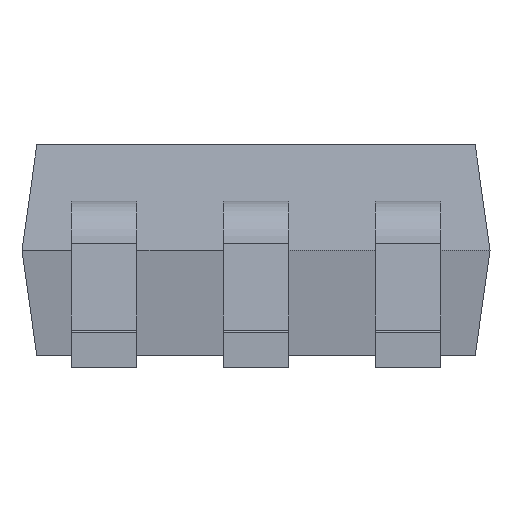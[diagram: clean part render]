
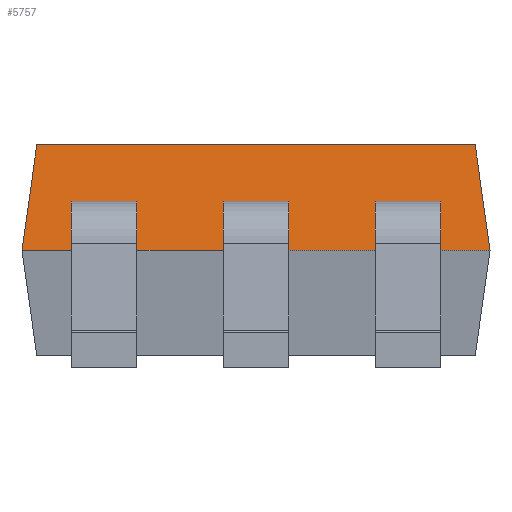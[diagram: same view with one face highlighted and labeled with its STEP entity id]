
A CAD part, front view. The second image highlights one B-rep face of the part: STEP entity #5757.
In plain terms, the highlighted planar face has unit normal (0, -0.99, 0.139).
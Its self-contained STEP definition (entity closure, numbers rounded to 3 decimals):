
#381 = EDGE_LOOP ( 'NONE', ( #17506, #9385, #10679, #2210 ) ) ;
#652 = VERTEX_POINT ( 'NONE', #16857 ) ;
#883 = CARTESIAN_POINT ( 'NONE',  ( 0.79, -0.595, 0.21 ) ) ;
#1139 = CARTESIAN_POINT ( 'NONE',  ( -1., -0.625, 0. ) ) ;
#1327 = CARTESIAN_POINT ( 'NONE',  ( -1., -0.562, 0.45 ) ) ;
#1530 = CARTESIAN_POINT ( 'NONE',  ( -1., -0.625, 0. ) ) ;
#1538 = VERTEX_POINT ( 'NONE', #14302 ) ;
#1744 = EDGE_CURVE ( 'NONE', #16799, #1538, #17675, .T. ) ;
#1809 = VERTEX_POINT ( 'NONE', #13821 ) ;
#2015 = CARTESIAN_POINT ( 'NONE',  ( -0.79, -0.625, 0. ) ) ;
#2073 = VECTOR ( 'NONE', #12726, 1000. ) ;
#2077 = LINE ( 'NONE', #11784, #13803 ) ;
#2210 = ORIENTED_EDGE ( 'NONE', *, *, #5907, .F. ) ;
#2243 = CARTESIAN_POINT ( 'NONE',  ( -0.937, -0.562, 0.45 ) ) ;
#2285 = VECTOR ( 'NONE', #13577, 1000. ) ;
#2480 = ORIENTED_EDGE ( 'NONE', *, *, #17524, .F. ) ;
#2731 = ORIENTED_EDGE ( 'NONE', *, *, #3936, .T. ) ;
#2811 = LINE ( 'NONE', #7163, #6595 ) ;
#2881 = CARTESIAN_POINT ( 'NONE',  ( 0.937, -0.562, 0.45 ) ) ;
#2890 = DIRECTION ( 'NONE',  ( -1., 0., 0. ) ) ;
#3032 = ORIENTED_EDGE ( 'NONE', *, *, #14559, .F. ) ;
#3101 = AXIS2_PLACEMENT_3D ( 'NONE', #1139, #7188, #5315 ) ;
#3121 = EDGE_CURVE ( 'NONE', #3699, #17372, #6100, .T. ) ;
#3120 = VERTEX_POINT ( 'NONE', #9795 ) ;
#3367 = CARTESIAN_POINT ( 'NONE',  ( -0.79, -0.595, 0.21 ) ) ;
#3418 = VERTEX_POINT ( 'NONE', #11731 ) ;
#3699 = VERTEX_POINT ( 'NONE', #4568 ) ;
#3755 = EDGE_CURVE ( 'NONE', #15072, #652, #16128, .T. ) ;
#3873 = ORIENTED_EDGE ( 'NONE', *, *, #13977, .F. ) ;
#3936 = EDGE_CURVE ( 'NONE', #6156, #16799, #15840, .T. ) ;
#4253 = LINE ( 'NONE', #9776, #16372 ) ;
#4568 = CARTESIAN_POINT ( 'NONE',  ( -0.51, -0.617, 0.06 ) ) ;
#4622 = CARTESIAN_POINT ( 'NONE',  ( -0.79, -0.617, 0.06 ) ) ;
#5315 = DIRECTION ( 'NONE',  ( 0., -0.139, -0.99 ) ) ;
#5568 = EDGE_CURVE ( 'NONE', #10042, #1809, #15790, .T. ) ;
#5703 = VERTEX_POINT ( 'NONE', #16052 ) ;
#5757 = ADVANCED_FACE ( 'NONE', ( #16746, #10078, #9891, #11352 ), #16407, .T. ) ;
#5907 = EDGE_CURVE ( 'NONE', #3418, #652, #2811, .T. ) ;
#6100 = LINE ( 'NONE', #7349, #16970 ) ;
#6156 = VERTEX_POINT ( 'NONE', #2243 ) ;
#6165 = ORIENTED_EDGE ( 'NONE', *, *, #3121, .F. ) ;
#6206 = LINE ( 'NONE', #8997, #12281 ) ;
#6595 = VECTOR ( 'NONE', #9866, 1000. ) ;
#6689 = LINE ( 'NONE', #1327, #16347 ) ;
#7112 = VECTOR ( 'NONE', #13513, 1000. ) ;
#7163 = CARTESIAN_POINT ( 'NONE',  ( -1., -0.595, 0.21 ) ) ;
#7188 = DIRECTION ( 'NONE',  ( 0., -0.99, 0.139 ) ) ;
#7287 = DIRECTION ( 'NONE',  ( 0.138, -0.138, -0.981 ) ) ;
#7349 = CARTESIAN_POINT ( 'NONE',  ( -0.51, -0.625, 0. ) ) ;
#7389 = EDGE_CURVE ( 'NONE', #14998, #15072, #6206, .T. ) ;
#7616 = EDGE_CURVE ( 'NONE', #14516, #13521, #17025, .T. ) ;
#7994 = LINE ( 'NONE', #11088, #13336 ) ;
#8453 = CARTESIAN_POINT ( 'NONE',  ( -0.14, -0.617, 0.06 ) ) ;
#8630 = LINE ( 'NONE', #14156, #15941 ) ;
#8753 = DIRECTION ( 'NONE',  ( 0., 0.139, 0.99 ) ) ;
#8997 = CARTESIAN_POINT ( 'NONE',  ( -1., -0.617, 0.06 ) ) ;
#9024 = ORIENTED_EDGE ( 'NONE', *, *, #14598, .T. ) ;
#9355 = CARTESIAN_POINT ( 'NONE',  ( 0.14, -0.617, 0.06 ) ) ;
#9378 = VECTOR ( 'NONE', #17361, 1000. ) ;
#9385 = ORIENTED_EDGE ( 'NONE', *, *, #7389, .T. ) ;
#9423 = VERTEX_POINT ( 'NONE', #2881 ) ;
#9607 = ORIENTED_EDGE ( 'NONE', *, *, #14343, .T. ) ;
#9740 = DIRECTION ( 'NONE',  ( 1., 0., 0. ) ) ;
#9776 = CARTESIAN_POINT ( 'NONE',  ( 0.79, -0.625, 0. ) ) ;
#9785 = EDGE_LOOP ( 'NONE', ( #6165, #10276, #14375, #14624 ) ) ;
#9795 = CARTESIAN_POINT ( 'NONE',  ( 0.79, -0.617, 0.06 ) ) ;
#9862 = CARTESIAN_POINT ( 'NONE',  ( -0.35, -0.617, 0.06 ) ) ;
#9866 = DIRECTION ( 'NONE',  ( -1., 0., 0. ) ) ;
#9891 = FACE_BOUND ( 'NONE', #381, .T. ) ;
#9963 = DIRECTION ( 'NONE',  ( 0., 0.139, 0.99 ) ) ;
#9970 = EDGE_CURVE ( 'NONE', #3699, #14516, #13214, .T. ) ;
#10042 = VERTEX_POINT ( 'NONE', #883 ) ;
#10046 = VECTOR ( 'NONE', #2890, 1000. ) ;
#10078 = FACE_OUTER_BOUND ( 'NONE', #10729, .T. ) ;
#10226 = CARTESIAN_POINT ( 'NONE',  ( -1.65, -0.617, 0.06 ) ) ;
#10276 = ORIENTED_EDGE ( 'NONE', *, *, #9970, .T. ) ;
#10533 = CARTESIAN_POINT ( 'NONE',  ( -0.14, -0.625, 0. ) ) ;
#10566 = DIRECTION ( 'NONE',  ( 1., 0., 0. ) ) ;
#10679 = ORIENTED_EDGE ( 'NONE', *, *, #3755, .T. ) ;
#10729 = EDGE_LOOP ( 'NONE', ( #16231, #2480, #3873, #2731 ) ) ;
#11088 = CARTESIAN_POINT ( 'NONE',  ( 0.14, -0.625, 0. ) ) ;
#11210 = VECTOR ( 'NONE', #11484, 1000. ) ;
#11352 = FACE_BOUND ( 'NONE', #14515, .T. ) ;
#11484 = DIRECTION ( 'NONE',  ( -1., 0., 0. ) ) ;
#11576 = CARTESIAN_POINT ( 'NONE',  ( -0.35, -0.595, 0.21 ) ) ;
#11731 = CARTESIAN_POINT ( 'NONE',  ( 0.14, -0.595, 0.21 ) ) ;
#11784 = CARTESIAN_POINT ( 'NONE',  ( 0.51, -0.625, 0. ) ) ;
#11962 = DIRECTION ( 'NONE',  ( -0.138, -0.138, -0.981 ) ) ;
#12186 = CARTESIAN_POINT ( 'NONE',  ( -0.51, -0.595, 0.21 ) ) ;
#12281 = VECTOR ( 'NONE', #14513, 1000. ) ;
#12361 = DIRECTION ( 'NONE',  ( 0., 0.139, 0.99 ) ) ;
#12373 = VECTOR ( 'NONE', #10566, 1000. ) ;
#12726 = DIRECTION ( 'NONE',  ( -1., 0., 0. ) ) ;
#13210 = LINE ( 'NONE', #13467, #2285 ) ;
#13214 = LINE ( 'NONE', #10226, #2073 ) ;
#13223 = DIRECTION ( 'NONE',  ( 0., 0.139, 0.99 ) ) ;
#13336 = VECTOR ( 'NONE', #12361, 1000. ) ;
#13396 = CARTESIAN_POINT ( 'NONE',  ( -1., -0.625, 0. ) ) ;
#13467 = CARTESIAN_POINT ( 'NONE',  ( -1.65, -0.595, 0.21 ) ) ;
#13513 = DIRECTION ( 'NONE',  ( 0., 0.139, 0.99 ) ) ;
#13521 = VERTEX_POINT ( 'NONE', #3367 ) ;
#13556 = CARTESIAN_POINT ( 'NONE',  ( -1., -0.625, 0. ) ) ;
#13577 = DIRECTION ( 'NONE',  ( -1., 0., 0. ) ) ;
#13803 = VECTOR ( 'NONE', #13223, 1000. ) ;
#13821 = CARTESIAN_POINT ( 'NONE',  ( 0.51, -0.595, 0.21 ) ) ;
#13977 = EDGE_CURVE ( 'NONE', #6156, #9423, #6689, .T. ) ;
#14156 = CARTESIAN_POINT ( 'NONE',  ( 0.976, -0.601, 0.169 ) ) ;
#14302 = CARTESIAN_POINT ( 'NONE',  ( 1., -0.625, 0. ) ) ;
#14343 = EDGE_CURVE ( 'NONE', #5703, #1809, #2077, .T. ) ;
#14375 = ORIENTED_EDGE ( 'NONE', *, *, #7616, .T. ) ;
#14513 = DIRECTION ( 'NONE',  ( -1., 0., 0. ) ) ;
#14515 = EDGE_LOOP ( 'NONE', ( #3032, #9024, #9607, #15842 ) ) ;
#14516 = VERTEX_POINT ( 'NONE', #4622 ) ;
#14559 = EDGE_CURVE ( 'NONE', #3120, #10042, #4253, .T. ) ;
#14598 = EDGE_CURVE ( 'NONE', #3120, #5703, #15289, .T. ) ;
#14624 = ORIENTED_EDGE ( 'NONE', *, *, #16508, .F. ) ;
#14998 = VERTEX_POINT ( 'NONE', #9355 ) ;
#15072 = VERTEX_POINT ( 'NONE', #8453 ) ;
#15289 = LINE ( 'NONE', #9862, #10046 ) ;
#15790 = LINE ( 'NONE', #11576, #11210 ) ;
#15840 = LINE ( 'NONE', #13396, #17472 ) ;
#15842 = ORIENTED_EDGE ( 'NONE', *, *, #5568, .F. ) ;
#15941 = VECTOR ( 'NONE', #7287, 1000. ) ;
#16052 = CARTESIAN_POINT ( 'NONE',  ( 0.51, -0.617, 0.06 ) ) ;
#16128 = LINE ( 'NONE', #10533, #7112 ) ;
#16231 = ORIENTED_EDGE ( 'NONE', *, *, #1744, .T. ) ;
#16347 = VECTOR ( 'NONE', #9740, 1000. ) ;
#16372 = VECTOR ( 'NONE', #8753, 1000. ) ;
#16407 = PLANE ( 'NONE',  #3101 ) ;
#16508 = EDGE_CURVE ( 'NONE', #17372, #13521, #13210, .T. ) ;
#16746 = FACE_BOUND ( 'NONE', #9785, .T. ) ;
#16799 = VERTEX_POINT ( 'NONE', #1530 ) ;
#16857 = CARTESIAN_POINT ( 'NONE',  ( -0.14, -0.595, 0.21 ) ) ;
#16970 = VECTOR ( 'NONE', #9963, 1000. ) ;
#17025 = LINE ( 'NONE', #2015, #9378 ) ;
#17361 = DIRECTION ( 'NONE',  ( 0., 0.139, 0.99 ) ) ;
#17372 = VERTEX_POINT ( 'NONE', #12186 ) ;
#17421 = EDGE_CURVE ( 'NONE', #14998, #3418, #7994, .T. ) ;
#17472 = VECTOR ( 'NONE', #11962, 1000. ) ;
#17506 = ORIENTED_EDGE ( 'NONE', *, *, #17421, .F. ) ;
#17524 = EDGE_CURVE ( 'NONE', #9423, #1538, #8630, .T. ) ;
#17675 = LINE ( 'NONE', #13556, #12373 ) ;
